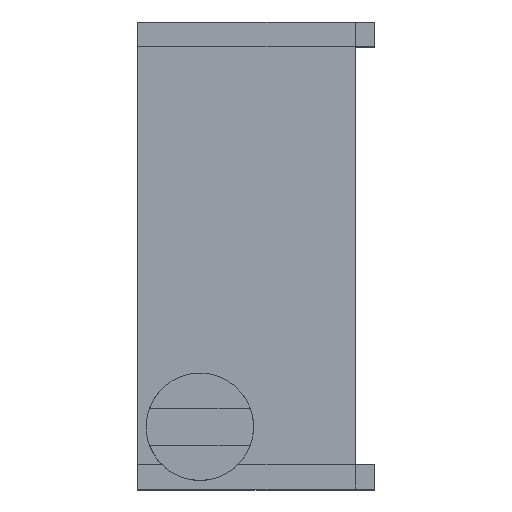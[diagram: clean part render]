
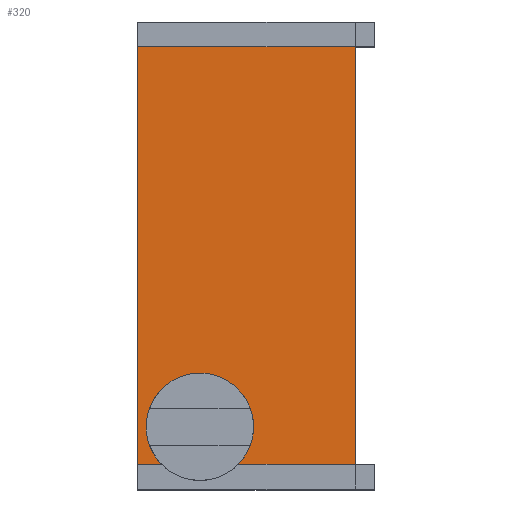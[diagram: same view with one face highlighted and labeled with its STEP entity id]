
A CAD part, top view. The second image highlights one B-rep face of the part: STEP entity #320.
In plain terms, the highlighted planar face has unit normal (0, 0, 1).
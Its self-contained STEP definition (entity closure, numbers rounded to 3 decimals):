
#62 = VERTEX_POINT('',#63);
#63 = CARTESIAN_POINT('',(2.01,-1.72,9.98));
#158 = VERTEX_POINT('',#159);
#159 = CARTESIAN_POINT('',(-2.43,-1.72,9.98));
#167 = EDGE_CURVE('',#158,#62,#168,.T.);
#168 = LINE('',#169,#170);
#169 = CARTESIAN_POINT('',(-2.43,-1.72,9.98));
#170 = VECTOR('',#171,1.);
#171 = DIRECTION('',(1.,0.,0.));
#239 = VERTEX_POINT('',#240);
#240 = CARTESIAN_POINT('',(2.01,6.79,9.98));
#246 = EDGE_CURVE('',#239,#62,#247,.T.);
#247 = LINE('',#248,#249);
#248 = CARTESIAN_POINT('',(2.01,7.3,9.98));
#249 = VECTOR('',#250,1.);
#250 = DIRECTION('',(0.,-1.,0.));
#320 = ADVANCED_FACE('',(#321),#339,.F.);
#321 = FACE_BOUND('',#322,.F.);
#322 = EDGE_LOOP('',(#323,#331,#337,#338));
#323 = ORIENTED_EDGE('',*,*,#324,.F.);
#324 = EDGE_CURVE('',#325,#158,#327,.T.);
#325 = VERTEX_POINT('',#326);
#326 = CARTESIAN_POINT('',(-2.43,6.79,9.98));
#327 = LINE('',#328,#329);
#328 = CARTESIAN_POINT('',(-2.43,7.3,9.98));
#329 = VECTOR('',#330,1.);
#330 = DIRECTION('',(0.,-1.,0.));
#331 = ORIENTED_EDGE('',*,*,#332,.T.);
#332 = EDGE_CURVE('',#325,#239,#333,.T.);
#333 = LINE('',#334,#335);
#334 = CARTESIAN_POINT('',(-2.43,6.79,9.98));
#335 = VECTOR('',#336,1.);
#336 = DIRECTION('',(1.,0.,0.));
#337 = ORIENTED_EDGE('',*,*,#246,.T.);
#338 = ORIENTED_EDGE('',*,*,#167,.F.);
#339 = PLANE('',#340);
#340 = AXIS2_PLACEMENT_3D('',#341,#342,#343);
#341 = CARTESIAN_POINT('',(-2.43,7.3,9.98));
#342 = DIRECTION('',(0.,0.,-1.));
#343 = DIRECTION('',(0.,-1.,0.));
